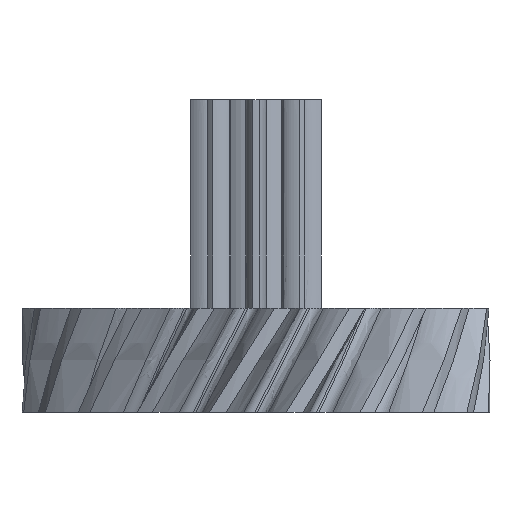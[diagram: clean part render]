
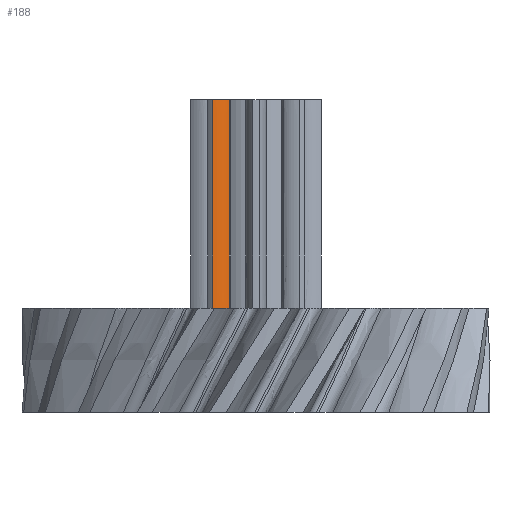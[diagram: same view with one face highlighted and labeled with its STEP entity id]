
A CAD part, left-side view. The second image highlights one B-rep face of the part: STEP entity #188.
In plain terms, the highlighted face is a extrusion surface.
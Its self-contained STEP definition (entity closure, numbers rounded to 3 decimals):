
#188=ADVANCED_FACE('',(#14558),#14560,.F.);
#14558=FACE_BOUND('',#14559,.T.);
#14559=EDGE_LOOP('',(#15850,#15851,#15852,#15853));
#14560=SURFACE_OF_LINEAR_EXTRUSION('',#14561,#14562);
#14561=B_SPLINE_CURVE_WITH_KNOTS('',3,
(#15854,#15855,#15856,#15857,#15858,#15859,#15860,#15861,#15862,#15863,#15864,#15865,
#15866,#15867,#15868,#15869,#15870,#15871,#15872,#15873,#15874,#15875,#15876,#15877,
#15878,#15879,#15880,#15881,#15882,#15883),
.UNSPECIFIED.,.F.,.F.,
(4,2,2,2,2,2,2,2,2,2,2,2,2,2,4),
(0.,0.062,0.126,0.191,0.258,0.326,
0.395,0.466,0.538,0.612,0.687,
0.763,0.841,0.92,1.),
.UNSPECIFIED.);
#14562=VECTOR('',#14563,16.);
#14563=DIRECTION('',(0.,0.,1.));
#15850=ORIENTED_EDGE('',*,*,#17127,.T.);
#15851=ORIENTED_EDGE('',*,*,#17128,.T.);
#15852=ORIENTED_EDGE('',*,*,#16829,.F.);
#15853=ORIENTED_EDGE('',*,*,#17126,.F.);
#15854=CARTESIAN_POINT('',(-3.194,2.072,8.));
#15855=CARTESIAN_POINT('',(-3.215,2.092,8.));
#15856=CARTESIAN_POINT('',(-3.235,2.112,8.));
#15857=CARTESIAN_POINT('',(-3.275,2.156,8.));
#15858=CARTESIAN_POINT('',(-3.293,2.179,8.));
#15859=CARTESIAN_POINT('',(-3.33,2.227,8.));
#15860=CARTESIAN_POINT('',(-3.347,2.252,8.));
#15861=CARTESIAN_POINT('',(-3.381,2.303,8.));
#15862=CARTESIAN_POINT('',(-3.398,2.329,8.));
#15863=CARTESIAN_POINT('',(-3.43,2.383,8.));
#15864=CARTESIAN_POINT('',(-3.445,2.411,8.));
#15865=CARTESIAN_POINT('',(-3.474,2.468,8.));
#15866=CARTESIAN_POINT('',(-3.488,2.497,8.));
#15867=CARTESIAN_POINT('',(-3.516,2.556,8.));
#15868=CARTESIAN_POINT('',(-3.529,2.587,8.));
#15869=CARTESIAN_POINT('',(-3.554,2.648,8.));
#15870=CARTESIAN_POINT('',(-3.566,2.68,8.));
#15871=CARTESIAN_POINT('',(-3.589,2.744,8.));
#15872=CARTESIAN_POINT('',(-3.6,2.776,8.));
#15873=CARTESIAN_POINT('',(-3.62,2.842,8.));
#15874=CARTESIAN_POINT('',(-3.63,2.876,8.));
#15875=CARTESIAN_POINT('',(-3.648,2.944,8.));
#15876=CARTESIAN_POINT('',(-3.657,2.978,8.));
#15877=CARTESIAN_POINT('',(-3.673,3.048,8.));
#15878=CARTESIAN_POINT('',(-3.681,3.083,8.));
#15879=CARTESIAN_POINT('',(-3.694,3.155,8.));
#15880=CARTESIAN_POINT('',(-3.701,3.191,8.));
#15881=CARTESIAN_POINT('',(-3.712,3.265,8.));
#15882=CARTESIAN_POINT('',(-3.717,3.302,8.));
#15883=CARTESIAN_POINT('',(-3.722,3.339,8.));
#16829=EDGE_CURVE('',#17451,#17453,#17454,.F.);
#17126=EDGE_CURVE('',#17911,#17451,#17913,.T.);
#17127=EDGE_CURVE('',#17911,#17914,#17915,.F.);
#17128=EDGE_CURVE('',#17914,#17453,#17916,.T.);
#17451=VERTEX_POINT('',#20837);
#17453=VERTEX_POINT('',#20842);
#17454=B_SPLINE_CURVE_WITH_KNOTS('',3,
(#20843,#20844,#20845,#20846,#20847,#20848,#20849,#20850,#20851,#20852,#20853,#20854,
#20855,#20856,#20857,#20858,#20859,#20860,#20861,#20862,#20863,#20864,#20865,#20866,
#20867,#20868,#20869,#20870,#20871,#20872),
.UNSPECIFIED.,.F.,.F.,
(4,2,2,2,2,2,2,2,2,2,2,2,2,2,4),
(0.,0.062,0.126,0.191,0.258,0.326,
0.395,0.466,0.538,0.612,0.687,
0.763,0.841,0.92,1.),
.UNSPECIFIED.);
#17911=VERTEX_POINT('',#24934);
#17913=LINE('',#24939,#24940);
#17914=VERTEX_POINT('',#24942);
#17915=B_SPLINE_CURVE_WITH_KNOTS('',3,
(#24943,#24944,#24945,#24946,#24947,#24948,#24949,#24950,#24951,#24952,#24953,#24954,
#24955,#24956,#24957,#24958,#24959,#24960,#24961,#24962,#24963,#24964,#24965,#24966,
#24967,#24968,#24969,#24970,#24971,#24972),
.UNSPECIFIED.,.F.,.F.,
(4,2,2,2,2,2,2,2,2,2,2,2,2,2,4),
(0.,0.062,0.126,0.191,0.258,0.326,
0.395,0.466,0.538,0.612,0.687,
0.763,0.841,0.92,1.),
.UNSPECIFIED.);
#17916=LINE('',#24973,#24974);
#20837=CARTESIAN_POINT('',(-3.722,3.339,24.));
#20842=CARTESIAN_POINT('',(-3.194,2.072,24.));
#20843=CARTESIAN_POINT('',(-3.194,2.072,24.));
#20844=CARTESIAN_POINT('',(-3.215,2.092,24.));
#20845=CARTESIAN_POINT('',(-3.235,2.112,24.));
#20846=CARTESIAN_POINT('',(-3.275,2.156,24.));
#20847=CARTESIAN_POINT('',(-3.293,2.179,24.));
#20848=CARTESIAN_POINT('',(-3.33,2.227,24.));
#20849=CARTESIAN_POINT('',(-3.347,2.252,24.));
#20850=CARTESIAN_POINT('',(-3.381,2.303,24.));
#20851=CARTESIAN_POINT('',(-3.398,2.329,24.));
#20852=CARTESIAN_POINT('',(-3.43,2.383,24.));
#20853=CARTESIAN_POINT('',(-3.445,2.411,24.));
#20854=CARTESIAN_POINT('',(-3.474,2.468,24.));
#20855=CARTESIAN_POINT('',(-3.488,2.497,24.));
#20856=CARTESIAN_POINT('',(-3.516,2.556,24.));
#20857=CARTESIAN_POINT('',(-3.529,2.587,24.));
#20858=CARTESIAN_POINT('',(-3.554,2.648,24.));
#20859=CARTESIAN_POINT('',(-3.566,2.68,24.));
#20860=CARTESIAN_POINT('',(-3.589,2.744,24.));
#20861=CARTESIAN_POINT('',(-3.6,2.776,24.));
#20862=CARTESIAN_POINT('',(-3.62,2.842,24.));
#20863=CARTESIAN_POINT('',(-3.63,2.876,24.));
#20864=CARTESIAN_POINT('',(-3.648,2.944,24.));
#20865=CARTESIAN_POINT('',(-3.657,2.978,24.));
#20866=CARTESIAN_POINT('',(-3.673,3.048,24.));
#20867=CARTESIAN_POINT('',(-3.681,3.083,24.));
#20868=CARTESIAN_POINT('',(-3.694,3.155,24.));
#20869=CARTESIAN_POINT('',(-3.701,3.191,24.));
#20870=CARTESIAN_POINT('',(-3.712,3.265,24.));
#20871=CARTESIAN_POINT('',(-3.717,3.302,24.));
#20872=CARTESIAN_POINT('',(-3.722,3.339,24.));
#24934=CARTESIAN_POINT('',(-3.722,3.339,8.));
#24939=CARTESIAN_POINT('',(-3.722,3.339,8.));
#24940=VECTOR('',#24941,1.);
#24941=DIRECTION('',(0.,0.,1.));
#24942=CARTESIAN_POINT('',(-3.194,2.072,8.));
#24943=CARTESIAN_POINT('',(-3.194,2.072,8.));
#24944=CARTESIAN_POINT('',(-3.215,2.092,8.));
#24945=CARTESIAN_POINT('',(-3.235,2.112,8.));
#24946=CARTESIAN_POINT('',(-3.275,2.156,8.));
#24947=CARTESIAN_POINT('',(-3.293,2.179,8.));
#24948=CARTESIAN_POINT('',(-3.33,2.227,8.));
#24949=CARTESIAN_POINT('',(-3.347,2.252,8.));
#24950=CARTESIAN_POINT('',(-3.381,2.303,8.));
#24951=CARTESIAN_POINT('',(-3.398,2.329,8.));
#24952=CARTESIAN_POINT('',(-3.43,2.383,8.));
#24953=CARTESIAN_POINT('',(-3.445,2.411,8.));
#24954=CARTESIAN_POINT('',(-3.474,2.468,8.));
#24955=CARTESIAN_POINT('',(-3.488,2.497,8.));
#24956=CARTESIAN_POINT('',(-3.516,2.556,8.));
#24957=CARTESIAN_POINT('',(-3.529,2.587,8.));
#24958=CARTESIAN_POINT('',(-3.554,2.648,8.));
#24959=CARTESIAN_POINT('',(-3.566,2.68,8.));
#24960=CARTESIAN_POINT('',(-3.589,2.744,8.));
#24961=CARTESIAN_POINT('',(-3.6,2.776,8.));
#24962=CARTESIAN_POINT('',(-3.62,2.842,8.));
#24963=CARTESIAN_POINT('',(-3.63,2.876,8.));
#24964=CARTESIAN_POINT('',(-3.648,2.944,8.));
#24965=CARTESIAN_POINT('',(-3.657,2.978,8.));
#24966=CARTESIAN_POINT('',(-3.673,3.048,8.));
#24967=CARTESIAN_POINT('',(-3.681,3.083,8.));
#24968=CARTESIAN_POINT('',(-3.694,3.155,8.));
#24969=CARTESIAN_POINT('',(-3.701,3.191,8.));
#24970=CARTESIAN_POINT('',(-3.712,3.265,8.));
#24971=CARTESIAN_POINT('',(-3.717,3.302,8.));
#24972=CARTESIAN_POINT('',(-3.722,3.339,8.));
#24973=CARTESIAN_POINT('',(-3.194,2.072,8.));
#24974=VECTOR('',#24975,1.);
#24975=DIRECTION('',(0.,0.,1.));
